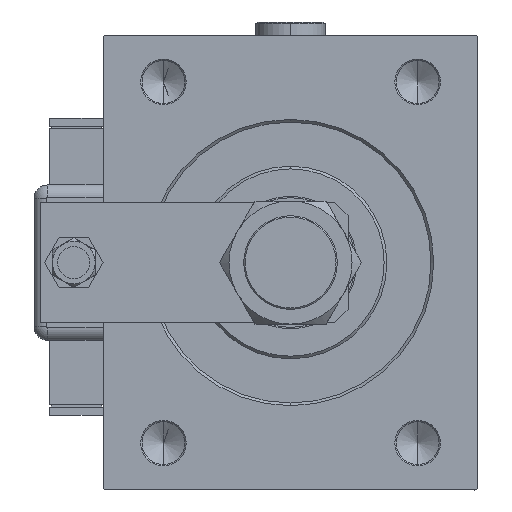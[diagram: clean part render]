
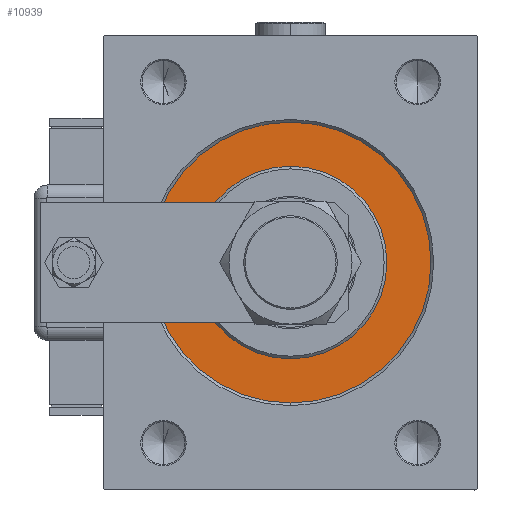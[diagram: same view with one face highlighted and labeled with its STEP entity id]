
A CAD part, left-side view. The second image highlights one B-rep face of the part: STEP entity #10939.
In plain terms, the highlighted face is planar.
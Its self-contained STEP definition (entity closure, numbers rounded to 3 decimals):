
#347 = DIRECTION ( 'NONE',  ( -1., 0., 0. ) ) ;
#415 = EDGE_LOOP ( 'NONE', ( #33175, #34595 ) ) ;
#1117 = CIRCLE ( 'NONE', #26684, 36. ) ;
#1737 = CIRCLE ( 'NONE', #41528, 52.5 ) ;
#2912 = DIRECTION ( 'NONE',  ( 0., 0., -1. ) ) ;
#5591 = EDGE_CURVE ( 'NONE', #27637, #27107, #61719, .T. ) ;
#7847 = VERTEX_POINT ( 'NONE', #39301 ) ;
#10939 = ADVANCED_FACE ( 'NONE', ( #61288, #36993 ), #46258, .F. ) ;
#13240 = CIRCLE ( 'NONE', #52041, 52.5 ) ;
#14065 = CARTESIAN_POINT ( 'NONE',  ( 0., 0., 52.5 ) ) ;
#17491 = CARTESIAN_POINT ( 'NONE',  ( 0., 0., 0. ) ) ;
#19861 = DIRECTION ( 'NONE',  ( 0., 0., 1. ) ) ;
#19944 = AXIS2_PLACEMENT_3D ( 'NONE', #17491, #47522, #46891 ) ;
#20177 = CARTESIAN_POINT ( 'NONE',  ( 0., 0., 0. ) ) ;
#20644 = ORIENTED_EDGE ( 'NONE', *, *, #31231, .F. ) ;
#23699 = ORIENTED_EDGE ( 'NONE', *, *, #5591, .F. ) ;
#24986 = AXIS2_PLACEMENT_3D ( 'NONE', #41907, #27539, #2912 ) ;
#26553 = CARTESIAN_POINT ( 'NONE',  ( 0., 0., 36. ) ) ;
#26684 = AXIS2_PLACEMENT_3D ( 'NONE', #36077, #41175, #50768 ) ;
#27107 = VERTEX_POINT ( 'NONE', #26553 ) ;
#27539 = DIRECTION ( 'NONE',  ( 1., 0., 0. ) ) ;
#27637 = VERTEX_POINT ( 'NONE', #37234 ) ;
#28184 = EDGE_CURVE ( 'NONE', #7847, #58450, #13240, .T. ) ;
#31231 = EDGE_CURVE ( 'NONE', #27107, #27637, #1117, .T. ) ;
#33175 = ORIENTED_EDGE ( 'NONE', *, *, #28184, .F. ) ;
#34595 = ORIENTED_EDGE ( 'NONE', *, *, #48385, .F. ) ;
#36077 = CARTESIAN_POINT ( 'NONE',  ( 0., 0., 0. ) ) ;
#36993 = FACE_OUTER_BOUND ( 'NONE', #415, .T. ) ;
#37234 = CARTESIAN_POINT ( 'NONE',  ( 0., 0., -36. ) ) ;
#38376 = CARTESIAN_POINT ( 'NONE',  ( 0., 0., 0. ) ) ;
#39301 = CARTESIAN_POINT ( 'NONE',  ( 0., 0., -52.5 ) ) ;
#41175 = DIRECTION ( 'NONE',  ( 1., 0., 0. ) ) ;
#41528 = AXIS2_PLACEMENT_3D ( 'NONE', #38376, #47966, #58509 ) ;
#41907 = CARTESIAN_POINT ( 'NONE',  ( 0., 0., 0. ) ) ;
#46258 = PLANE ( 'NONE',  #19944 ) ;
#46891 = DIRECTION ( 'NONE',  ( 0., 0., 1. ) ) ;
#47522 = DIRECTION ( 'NONE',  ( -1., 0., 0. ) ) ;
#47966 = DIRECTION ( 'NONE',  ( -1., 0., 0. ) ) ;
#48385 = EDGE_CURVE ( 'NONE', #58450, #7847, #1737, .T. ) ;
#50768 = DIRECTION ( 'NONE',  ( 0., 0., -1. ) ) ;
#52041 = AXIS2_PLACEMENT_3D ( 'NONE', #20177, #347, #19861 ) ;
#58450 = VERTEX_POINT ( 'NONE', #14065 ) ;
#58509 = DIRECTION ( 'NONE',  ( 0., 0., 1. ) ) ;
#61288 = FACE_BOUND ( 'NONE', #62929, .T. ) ;
#61719 = CIRCLE ( 'NONE', #24986, 36. ) ;
#62929 = EDGE_LOOP ( 'NONE', ( #20644, #23699 ) ) ;
